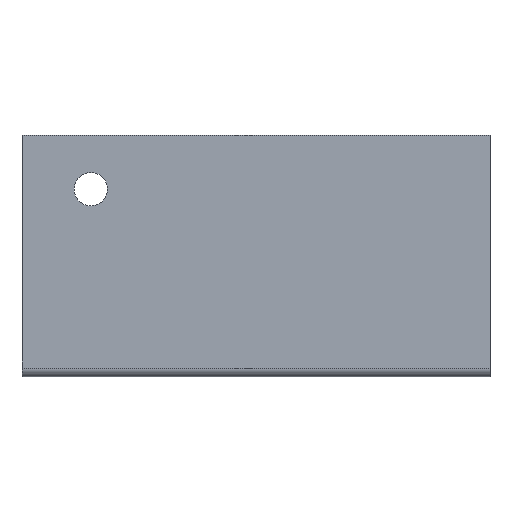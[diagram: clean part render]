
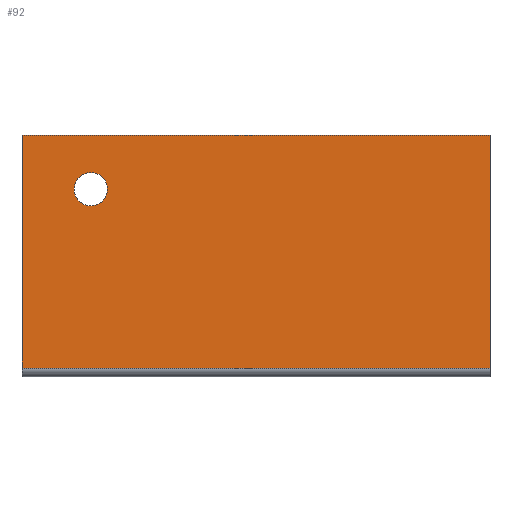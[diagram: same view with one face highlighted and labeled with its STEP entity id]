
A CAD part, top view. The second image highlights one B-rep face of the part: STEP entity #92.
In plain terms, the highlighted planar face has unit normal (0, 0, 1).
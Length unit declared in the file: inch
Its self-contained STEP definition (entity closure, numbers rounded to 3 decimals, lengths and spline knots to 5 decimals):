
#9 = DIRECTION ( 'NONE',  ( 0., 0., 1. ) ) ;
#24 = ORIENTED_EDGE ( 'NONE', *, *, #47, .F. ) ;
#26 = ORIENTED_EDGE ( 'NONE', *, *, #89, .T. ) ;
#29 = ORIENTED_EDGE ( 'NONE', *, *, #318, .T. ) ;
#30 = ORIENTED_EDGE ( 'NONE', *, *, #52, .T. ) ;
#32 = VECTOR ( 'NONE', #158, 39.37008 ) ;
#42 = DIRECTION ( 'NONE',  ( 1., 0., 0. ) ) ;
#44 = CARTESIAN_POINT ( 'NONE',  ( -2.94991, -1.6504, 0.25 ) ) ;
#47 = EDGE_CURVE ( 'NONE', #117, #316, #290, .T. ) ;
#52 = EDGE_CURVE ( 'NONE', #161, #79, #295, .T. ) ;
#55 = VECTOR ( 'NONE', #311, 39.37008 ) ;
#67 = DIRECTION ( 'NONE',  ( 1., 0., 0. ) ) ;
#70 = CARTESIAN_POINT ( 'NONE',  ( -1.979, 0.87317, 0.25 ) ) ;
#71 = CARTESIAN_POINT ( 'NONE',  ( -2.94991, 1.63735, 0.25 ) ) ;
#78 = CARTESIAN_POINT ( 'NONE',  ( -1.74293, 0.87317, 0.25 ) ) ;
#79 = VERTEX_POINT ( 'NONE', #278 ) ;
#89 = EDGE_CURVE ( 'NONE', #348, #161, #270, .T. ) ;
#92 = ADVANCED_FACE ( 'NONE', ( #251, #171 ), #302, .T. ) ;
#110 = VECTOR ( 'NONE', #151, 39.37008 ) ;
#117 = VERTEX_POINT ( 'NONE', #124 ) ;
#122 = CARTESIAN_POINT ( 'NONE',  ( 3.65558, -1.6504, 0.25 ) ) ;
#123 = EDGE_CURVE ( 'NONE', #316, #117, #257, .T. ) ;
#124 = CARTESIAN_POINT ( 'NONE',  ( -2.21506, 0.87317, 0.25 ) ) ;
#130 = LINE ( 'NONE', #153, #55 ) ;
#137 = VERTEX_POINT ( 'NONE', #71 ) ;
#145 = CARTESIAN_POINT ( 'NONE',  ( 0., 0., 0.25 ) ) ;
#146 = DIRECTION ( 'NONE',  ( 1., 0., 0. ) ) ;
#147 = ORIENTED_EDGE ( 'NONE', *, *, #123, .F. ) ;
#151 = DIRECTION ( 'NONE',  ( 0., 1., 0. ) ) ;
#153 = CARTESIAN_POINT ( 'NONE',  ( -2.94991, 1.63735, 0.25 ) ) ;
#154 = EDGE_LOOP ( 'NONE', ( #147, #24 ) ) ;
#158 = DIRECTION ( 'NONE',  ( 0., -1., 0. ) ) ;
#161 = VERTEX_POINT ( 'NONE', #178 ) ;
#171 = FACE_OUTER_BOUND ( 'NONE', #339, .T. ) ;
#178 = CARTESIAN_POINT ( 'NONE',  ( 3.65558, -1.6504, 0.25 ) ) ;
#182 = EDGE_CURVE ( 'NONE', #137, #348, #322, .T. ) ;
#192 = ORIENTED_EDGE ( 'NONE', *, *, #182, .T. ) ;
#201 = DIRECTION ( 'NONE',  ( 1., 0., 0. ) ) ;
#202 = CARTESIAN_POINT ( 'NONE',  ( 3.65558, 1.63735, 0.25 ) ) ;
#251 = FACE_BOUND ( 'NONE', #154, .T. ) ;
#257 = CIRCLE ( 'NONE', #300, 0.23606 ) ;
#270 = LINE ( 'NONE', #122, #307 ) ;
#272 = AXIS2_PLACEMENT_3D ( 'NONE', #145, #336, #42 ) ;
#278 = CARTESIAN_POINT ( 'NONE',  ( 3.65558, 1.63735, 0.25 ) ) ;
#290 = CIRCLE ( 'NONE', #294, 0.23606 ) ;
#294 = AXIS2_PLACEMENT_3D ( 'NONE', #70, #303, #146 ) ;
#295 = LINE ( 'NONE', #202, #110 ) ;
#300 = AXIS2_PLACEMENT_3D ( 'NONE', #333, #9, #201 ) ;
#302 = PLANE ( 'NONE',  #272 ) ;
#303 = DIRECTION ( 'NONE',  ( 0., 0., 1. ) ) ;
#307 = VECTOR ( 'NONE', #67, 39.37008 ) ;
#311 = DIRECTION ( 'NONE',  ( -1., 0., 0. ) ) ;
#316 = VERTEX_POINT ( 'NONE', #78 ) ;
#318 = EDGE_CURVE ( 'NONE', #79, #137, #130, .T. ) ;
#322 = LINE ( 'NONE', #338, #32 ) ;
#333 = CARTESIAN_POINT ( 'NONE',  ( -1.979, 0.87317, 0.25 ) ) ;
#336 = DIRECTION ( 'NONE',  ( 0., 0., 1. ) ) ;
#338 = CARTESIAN_POINT ( 'NONE',  ( -2.94991, 1.63735, 0.25 ) ) ;
#339 = EDGE_LOOP ( 'NONE', ( #192, #26, #30, #29 ) ) ;
#348 = VERTEX_POINT ( 'NONE', #44 ) ;
